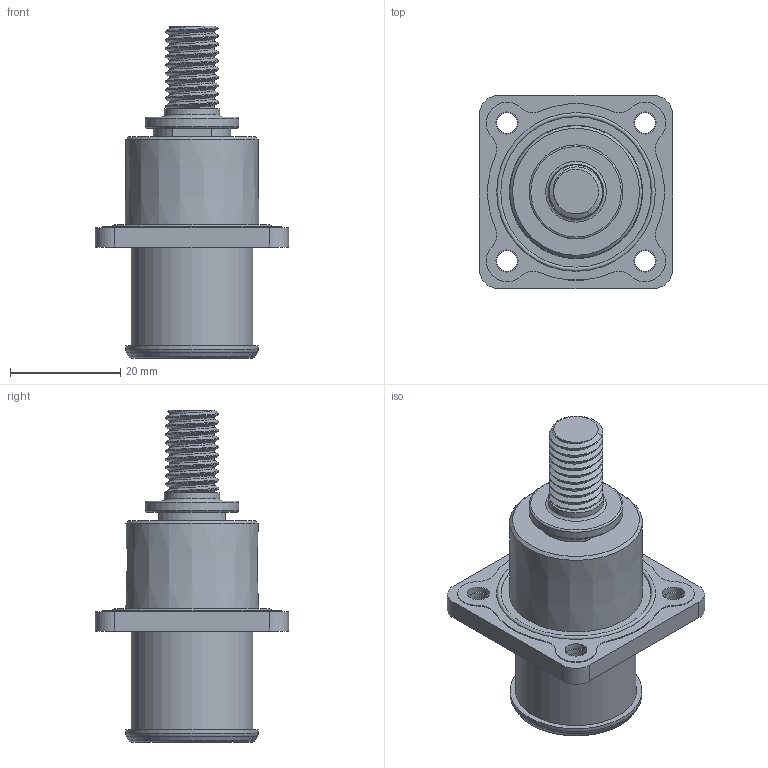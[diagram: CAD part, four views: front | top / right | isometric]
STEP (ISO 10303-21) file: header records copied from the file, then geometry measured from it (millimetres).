
FILE_DESCRIPTION(/* description */ (''),/* implementation_level */ '2;1');
FILE_NAME(/* name */ 'ZUO-LUOZHU-O.stp',/* time_stamp */ '2023-07-28T10:11:30+08:00',/* author */ (''),/* organization */ (''),/* preprocessor_version */ 'ST-DEVELOPER v11',/* originating_system */ 'SIEMENS PLM Software NX 7.5',/* authorisation */ '');
FILE_SCHEMA (('CONFIG_CONTROL_DESIGN'));
Length unit declared in the file: millimetre
Products named in the file (1): fang4FA4hhhr
Bounding box: 35 x 35 x 60.14 mm (x, y, z)
Volume: 20905.9 mm3; surface area: 6875.6 mm2
Topology: 1 solids, 3 shells, 124 faces, 268 edges, 169 vertices
Faces by surface type: cylinder 56, plane 43, torus 12, cone 10, bspline 3
Full cylindrical faces by diameter (mm): 3.7 x4, 4 x4, 4.3 x4, 10 x1, 17 x1, 21.476 x1, 22 x1, 24 x1
Entity records: 5443 total; most frequent: CARTESIAN_POINT 2675, DIRECTION 610, ORIENTED_EDGE 478, AXIS2_PLACEMENT_3D 259, EDGE_CURVE 239, EDGE_LOOP 176, VERTEX_POINT 165, CIRCLE 137
